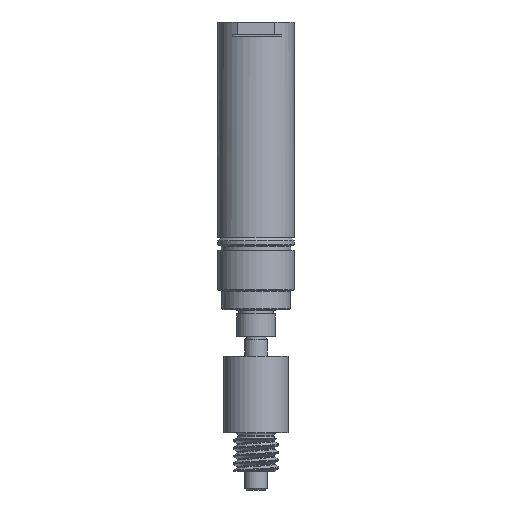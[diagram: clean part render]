
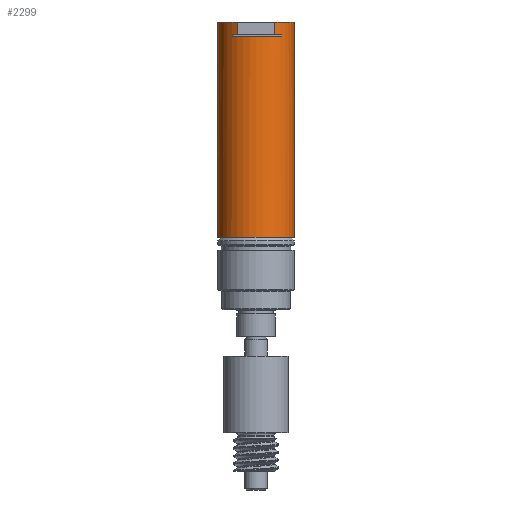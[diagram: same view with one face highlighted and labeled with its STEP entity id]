
A CAD part, front view. The second image highlights one B-rep face of the part: STEP entity #2299.
In plain terms, the highlighted cylindrical face has radius 5 mm (diameter 10 mm), a full revolution.
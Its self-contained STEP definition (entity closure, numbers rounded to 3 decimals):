
#179=FACE_OUTER_BOUND('',#310,.T.);
#310=EDGE_LOOP('',(#1718,#1719,#1720,#1721,#1722,#1723,#1724,#1725,#1726));
#454=CIRCLE('',#2508,5.);
#455=CIRCLE('',#2509,5.);
#456=CIRCLE('',#2511,5.);
#457=CIRCLE('',#2512,5.);
#458=CIRCLE('',#2513,5.);
#519=LINE('',#5937,#729);
#520=LINE('',#5939,#730);
#521=LINE('',#5942,#731);
#729=VECTOR('',#2866,5.);
#730=VECTOR('',#2867,1.9);
#731=VECTOR('',#2870,1.9);
#1003=VERTEX_POINT('',#5926);
#1004=VERTEX_POINT('',#5927);
#1005=VERTEX_POINT('',#5929);
#1006=VERTEX_POINT('',#5933);
#1007=VERTEX_POINT('',#5934);
#1008=VERTEX_POINT('',#5938);
#1009=VERTEX_POINT('',#5940);
#1263=EDGE_CURVE('',#1005,#1004,#454,.T.);
#1264=EDGE_CURVE('',#1003,#1005,#455,.T.);
#1265=EDGE_CURVE('',#1006,#1007,#456,.T.);
#1266=EDGE_CURVE('',#1007,#1006,#457,.T.);
#1267=EDGE_CURVE('',#1007,#1005,#519,.T.);
#1268=EDGE_CURVE('',#1004,#1008,#520,.T.);
#1269=EDGE_CURVE('',#1008,#1009,#458,.T.);
#1270=EDGE_CURVE('',#1009,#1003,#521,.T.);
#1718=ORIENTED_EDGE('',*,*,#1265,.F.);
#1719=ORIENTED_EDGE('',*,*,#1266,.F.);
#1720=ORIENTED_EDGE('',*,*,#1267,.T.);
#1721=ORIENTED_EDGE('',*,*,#1263,.T.);
#1722=ORIENTED_EDGE('',*,*,#1268,.T.);
#1723=ORIENTED_EDGE('',*,*,#1269,.T.);
#1724=ORIENTED_EDGE('',*,*,#1270,.T.);
#1725=ORIENTED_EDGE('',*,*,#1264,.T.);
#1726=ORIENTED_EDGE('',*,*,#1267,.F.);
#2122=CYLINDRICAL_SURFACE('',#2510,5.);
#2299=ADVANCED_FACE('',(#179),#2122,.T.);
#2508=AXIS2_PLACEMENT_3D('',#5930,#2856,#2857);
#2509=AXIS2_PLACEMENT_3D('',#5931,#2858,#2859);
#2510=AXIS2_PLACEMENT_3D('',#5932,#2860,#2861);
#2511=AXIS2_PLACEMENT_3D('',#5935,#2862,#2863);
#2512=AXIS2_PLACEMENT_3D('',#5936,#2864,#2865);
#2513=AXIS2_PLACEMENT_3D('',#5941,#2868,#2869);
#2856=DIRECTION('center_axis',(0.,0.,
-1.));
#2857=DIRECTION('ref_axis',(0.002,-1.,0.));
#2858=DIRECTION('center_axis',(0.,0.,
-1.));
#2859=DIRECTION('ref_axis',(0.002,-1.,0.));
#2860=DIRECTION('center_axis',(0.,0.,
-1.));
#2861=DIRECTION('ref_axis',(0.002,-1.,0.));
#2862=DIRECTION('center_axis',(0.,0.,
-1.));
#2863=DIRECTION('ref_axis',(0.002,-1.,0.));
#2864=DIRECTION('center_axis',(0.,0.,
-1.));
#2865=DIRECTION('ref_axis',(0.002,-1.,0.));
#2866=DIRECTION('',(0.,0.,1.));
#2867=DIRECTION('',(0.,0.,-1.));
#2868=DIRECTION('center_axis',(0.,0.,
-1.));
#2869=DIRECTION('ref_axis',(0.002,-1.,0.));
#2870=DIRECTION('',(0.,0.,1.));
#5926=CARTESIAN_POINT('',(-2.458,-4.354,37.6));
#5927=CARTESIAN_POINT('',(2.473,-4.346,37.6));
#5929=CARTESIAN_POINT('',(-0.009,5.,37.6));
#5930=CARTESIAN_POINT('Origin',(0.,0.,
37.6));
#5931=CARTESIAN_POINT('Origin',(0.,0.,
37.6));
#5932=CARTESIAN_POINT('Origin',(0.,0.,
23.55));
#5933=CARTESIAN_POINT('',(0.009,-5.,9.5));
#5934=CARTESIAN_POINT('',(-0.009,5.,9.5));
#5935=CARTESIAN_POINT('Origin',(0.,0.,
9.5));
#5936=CARTESIAN_POINT('Origin',(0.,0.,
9.5));
#5937=CARTESIAN_POINT('',(-0.009,5.,23.55));
#5938=CARTESIAN_POINT('',(2.473,-4.346,35.7));
#5939=CARTESIAN_POINT('',(2.473,-4.346,37.6));
#5940=CARTESIAN_POINT('',(-2.458,-4.354,35.7));
#5941=CARTESIAN_POINT('Origin',(0.,0.,
35.7));
#5942=CARTESIAN_POINT('',(-2.458,-4.354,35.7));
